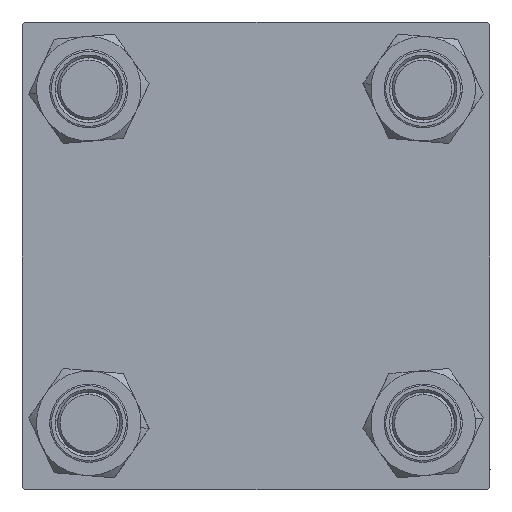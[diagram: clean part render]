
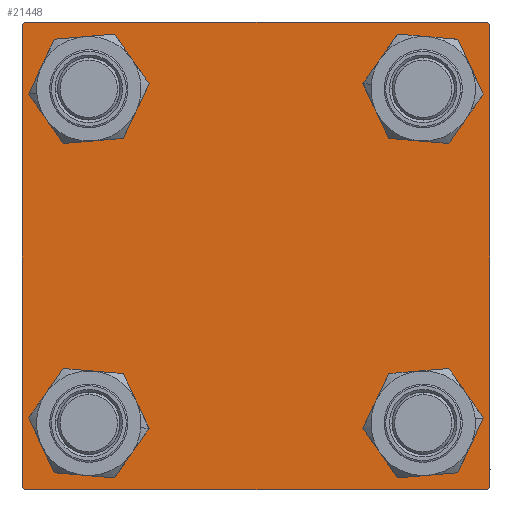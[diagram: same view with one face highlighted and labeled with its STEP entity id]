
A CAD part, left-side view. The second image highlights one B-rep face of the part: STEP entity #21448.
In plain terms, the highlighted planar face has unit normal (-1, 0, 0).
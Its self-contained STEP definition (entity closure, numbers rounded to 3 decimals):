
#266 = CARTESIAN_POINT ( 'NONE',  ( 0., -32.15, 32.15 ) ) ;
#351 = VERTEX_POINT ( 'NONE', #27592 ) ;
#363 = CARTESIAN_POINT ( 'NONE',  ( 0., 32.15, 25.65 ) ) ;
#906 = DIRECTION ( 'NONE',  ( 0., 0.707, 0.707 ) ) ;
#1640 = VERTEX_POINT ( 'NONE', #5956 ) ;
#2489 = ORIENTED_EDGE ( 'NONE', *, *, #24323, .F. ) ;
#2948 = CARTESIAN_POINT ( 'NONE',  ( 0., 32.15, 32.15 ) ) ;
#3117 = DIRECTION ( 'NONE',  ( 0., 0., 1. ) ) ;
#3302 = VERTEX_POINT ( 'NONE', #30989 ) ;
#5277 = FACE_BOUND ( 'NONE', #25792, .T. ) ;
#5523 = EDGE_CURVE ( 'NONE', #1640, #351, #27889, .T. ) ;
#5560 = FACE_BOUND ( 'NONE', #18570, .T. ) ;
#5956 = CARTESIAN_POINT ( 'NONE',  ( 0., 44.5, 45. ) ) ;
#6436 = VECTOR ( 'NONE', #15186, 1000. ) ;
#6708 = EDGE_LOOP ( 'NONE', ( #18546, #39277, #47358, #50677, #32050, #27885, #2489, #43665 ) ) ;
#7105 = EDGE_CURVE ( 'NONE', #8187, #18159, #51009, .T. ) ;
#7312 = CARTESIAN_POINT ( 'NONE',  ( 0., -45., 44.5 ) ) ;
#7487 = AXIS2_PLACEMENT_3D ( 'NONE', #266, #47567, #43532 ) ;
#7810 = LINE ( 'NONE', #48445, #48570 ) ;
#8187 = VERTEX_POINT ( 'NONE', #18280 ) ;
#8195 = CARTESIAN_POINT ( 'NONE',  ( 0., 45., -44.5 ) ) ;
#8324 = CIRCLE ( 'NONE', #13794, 6.5 ) ;
#10792 = EDGE_CURVE ( 'NONE', #351, #38564, #18116, .T. ) ;
#12062 = EDGE_CURVE ( 'NONE', #43026, #24975, #50703, .T. ) ;
#12284 = VECTOR ( 'NONE', #55645, 1000. ) ;
#12287 = AXIS2_PLACEMENT_3D ( 'NONE', #47602, #33856, #12920 ) ;
#12696 = CARTESIAN_POINT ( 'NONE',  ( 0., 45., 45. ) ) ;
#12795 = DIRECTION ( 'NONE',  ( 0., -0.707, -0.707 ) ) ;
#12920 = DIRECTION ( 'NONE',  ( 0., 0., 1. ) ) ;
#13490 = DIRECTION ( 'NONE',  ( 0., -1., 0. ) ) ;
#13794 = AXIS2_PLACEMENT_3D ( 'NONE', #28667, #46433, #45566 ) ;
#13969 = ORIENTED_EDGE ( 'NONE', *, *, #22130, .T. ) ;
#14244 = ORIENTED_EDGE ( 'NONE', *, *, #15508, .T. ) ;
#15186 = DIRECTION ( 'NONE',  ( 0., -1., 0. ) ) ;
#15508 = EDGE_CURVE ( 'NONE', #46617, #42129, #32893, .T. ) ;
#16768 = ORIENTED_EDGE ( 'NONE', *, *, #20537, .T. ) ;
#17811 = DIRECTION ( 'NONE',  ( 1., 0., 0. ) ) ;
#17898 = DIRECTION ( 'NONE',  ( -1., 0., 0. ) ) ;
#18108 = CARTESIAN_POINT ( 'NONE',  ( 0., -44.75, 44.75 ) ) ;
#18116 = LINE ( 'NONE', #12696, #52908 ) ;
#18159 = VERTEX_POINT ( 'NONE', #29753 ) ;
#18280 = CARTESIAN_POINT ( 'NONE',  ( 0., -32.15, -25.65 ) ) ;
#18469 = DIRECTION ( 'NONE',  ( 0., 0., 1. ) ) ;
#18546 = ORIENTED_EDGE ( 'NONE', *, *, #10792, .T. ) ;
#18570 = EDGE_LOOP ( 'NONE', ( #25027, #54572 ) ) ;
#19937 = EDGE_LOOP ( 'NONE', ( #21632, #14244 ) ) ;
#20409 = AXIS2_PLACEMENT_3D ( 'NONE', #2948, #45920, #24440 ) ;
#20537 = EDGE_CURVE ( 'NONE', #55399, #27607, #34899, .T. ) ;
#20559 = ORIENTED_EDGE ( 'NONE', *, *, #51903, .T. ) ;
#20857 = CARTESIAN_POINT ( 'NONE',  ( 0., 44.75, -44.75 ) ) ;
#21448 = ADVANCED_FACE ( 'NONE', ( #27628, #5560, #36212, #5277, #39664 ), #22202, .T. ) ;
#21632 = ORIENTED_EDGE ( 'NONE', *, *, #53514, .T. ) ;
#21707 = EDGE_CURVE ( 'NONE', #40253, #3302, #39875, .T. ) ;
#22089 = VERTEX_POINT ( 'NONE', #56454 ) ;
#22130 = EDGE_CURVE ( 'NONE', #43481, #41005, #23966, .T. ) ;
#22202 = PLANE ( 'NONE',  #46839 ) ;
#22764 = CARTESIAN_POINT ( 'NONE',  ( 0., 0., 0. ) ) ;
#23966 = CIRCLE ( 'NONE', #25684, 6.5 ) ;
#24323 = EDGE_CURVE ( 'NONE', #1640, #3302, #7810, .T. ) ;
#24440 = DIRECTION ( 'NONE',  ( 0., 0., 1. ) ) ;
#24901 = DIRECTION ( 'NONE',  ( 1., 0., 0. ) ) ;
#24975 = VERTEX_POINT ( 'NONE', #32528 ) ;
#25027 = ORIENTED_EDGE ( 'NONE', *, *, #7105, .T. ) ;
#25414 = AXIS2_PLACEMENT_3D ( 'NONE', #56650, #24901, #3117 ) ;
#25684 = AXIS2_PLACEMENT_3D ( 'NONE', #37707, #55200, #55486 ) ;
#25792 = EDGE_LOOP ( 'NONE', ( #29303, #13969 ) ) ;
#26155 = DIRECTION ( 'NONE',  ( 0., 0., -1. ) ) ;
#26618 = CARTESIAN_POINT ( 'NONE',  ( 0., 32.15, 38.65 ) ) ;
#27426 = CARTESIAN_POINT ( 'NONE',  ( 0., -32.15, 25.65 ) ) ;
#27592 = CARTESIAN_POINT ( 'NONE',  ( 0., 45., 44.5 ) ) ;
#27607 = VERTEX_POINT ( 'NONE', #38364 ) ;
#27628 = FACE_BOUND ( 'NONE', #39480, .T. ) ;
#27885 = ORIENTED_EDGE ( 'NONE', *, *, #21707, .T. ) ;
#27889 = LINE ( 'NONE', #45367, #46343 ) ;
#28073 = CARTESIAN_POINT ( 'NONE',  ( 0., 45., -45. ) ) ;
#28667 = CARTESIAN_POINT ( 'NONE',  ( 0., -32.15, -32.15 ) ) ;
#28809 = EDGE_CURVE ( 'NONE', #38564, #22089, #55796, .T. ) ;
#29303 = ORIENTED_EDGE ( 'NONE', *, *, #46920, .T. ) ;
#29753 = CARTESIAN_POINT ( 'NONE',  ( 0., -32.15, -38.65 ) ) ;
#30989 = CARTESIAN_POINT ( 'NONE',  ( 0., -44.5, 45. ) ) ;
#32050 = ORIENTED_EDGE ( 'NONE', *, *, #56685, .F. ) ;
#32528 = CARTESIAN_POINT ( 'NONE',  ( 0., -45., -44.5 ) ) ;
#32893 = CIRCLE ( 'NONE', #55790, 6.5 ) ;
#33184 = CIRCLE ( 'NONE', #20409, 6.5 ) ;
#33856 = DIRECTION ( 'NONE',  ( 1., 0., 0. ) ) ;
#34899 = CIRCLE ( 'NONE', #7487, 6.5 ) ;
#35345 = DIRECTION ( 'NONE',  ( 0., 0.707, -0.707 ) ) ;
#36212 = FACE_BOUND ( 'NONE', #19937, .T. ) ;
#37707 = CARTESIAN_POINT ( 'NONE',  ( 0., 32.15, 32.15 ) ) ;
#38364 = CARTESIAN_POINT ( 'NONE',  ( 0., -32.15, 38.65 ) ) ;
#38564 = VERTEX_POINT ( 'NONE', #8195 ) ;
#38875 = DIRECTION ( 'NONE',  ( 1., 0., 0. ) ) ;
#39277 = ORIENTED_EDGE ( 'NONE', *, *, #28809, .T. ) ;
#39480 = EDGE_LOOP ( 'NONE', ( #20559, #16768 ) ) ;
#39664 = FACE_OUTER_BOUND ( 'NONE', #6708, .T. ) ;
#39827 = EDGE_CURVE ( 'NONE', #22089, #43026, #54435, .T. ) ;
#39875 = LINE ( 'NONE', #18108, #51414 ) ;
#40253 = VERTEX_POINT ( 'NONE', #7312 ) ;
#40801 = EDGE_CURVE ( 'NONE', #18159, #8187, #8324, .T. ) ;
#41005 = VERTEX_POINT ( 'NONE', #26618 ) ;
#42082 = DIRECTION ( 'NONE',  ( 0., -0.707, 0.707 ) ) ;
#42129 = VERTEX_POINT ( 'NONE', #55483 ) ;
#43026 = VERTEX_POINT ( 'NONE', #47999 ) ;
#43181 = CARTESIAN_POINT ( 'NONE',  ( 0., 32.15, -32.15 ) ) ;
#43481 = VERTEX_POINT ( 'NONE', #363 ) ;
#43532 = DIRECTION ( 'NONE',  ( 0., 0., 1. ) ) ;
#43665 = ORIENTED_EDGE ( 'NONE', *, *, #5523, .T. ) ;
#45367 = CARTESIAN_POINT ( 'NONE',  ( 0., 44.75, 44.75 ) ) ;
#45421 = CARTESIAN_POINT ( 'NONE',  ( 0., 32.15, -38.65 ) ) ;
#45566 = DIRECTION ( 'NONE',  ( 0., 0., 1. ) ) ;
#45920 = DIRECTION ( 'NONE',  ( 1., 0., 0. ) ) ;
#46194 = AXIS2_PLACEMENT_3D ( 'NONE', #53040, #17811, #53610 ) ;
#46343 = VECTOR ( 'NONE', #35345, 1000. ) ;
#46403 = CARTESIAN_POINT ( 'NONE',  ( 0., -44.75, -44.75 ) ) ;
#46433 = DIRECTION ( 'NONE',  ( 1., 0., 0. ) ) ;
#46617 = VERTEX_POINT ( 'NONE', #45421 ) ;
#46765 = CARTESIAN_POINT ( 'NONE',  ( 0., -45., 45. ) ) ;
#46839 = AXIS2_PLACEMENT_3D ( 'NONE', #22764, #17898, #18469 ) ;
#46920 = EDGE_CURVE ( 'NONE', #41005, #43481, #33184, .T. ) ;
#47358 = ORIENTED_EDGE ( 'NONE', *, *, #39827, .T. ) ;
#47567 = DIRECTION ( 'NONE',  ( 1., 0., 0. ) ) ;
#47602 = CARTESIAN_POINT ( 'NONE',  ( 0., -32.15, 32.15 ) ) ;
#47999 = CARTESIAN_POINT ( 'NONE',  ( 0., -44.5, -45. ) ) ;
#48445 = CARTESIAN_POINT ( 'NONE',  ( 0., 45., 45. ) ) ;
#48570 = VECTOR ( 'NONE', #13490, 1000. ) ;
#48933 = CIRCLE ( 'NONE', #46194, 6.5 ) ;
#50677 = ORIENTED_EDGE ( 'NONE', *, *, #12062, .T. ) ;
#50703 = LINE ( 'NONE', #46403, #52948 ) ;
#51009 = CIRCLE ( 'NONE', #25414, 6.5 ) ;
#51414 = VECTOR ( 'NONE', #906, 1000. ) ;
#51903 = EDGE_CURVE ( 'NONE', #27607, #55399, #56222, .T. ) ;
#52908 = VECTOR ( 'NONE', #26155, 1000. ) ;
#52948 = VECTOR ( 'NONE', #42082, 1000. ) ;
#53040 = CARTESIAN_POINT ( 'NONE',  ( 0., 32.15, -32.15 ) ) ;
#53514 = EDGE_CURVE ( 'NONE', #42129, #46617, #48933, .T. ) ;
#53610 = DIRECTION ( 'NONE',  ( 0., 0., 1. ) ) ;
#54204 = VECTOR ( 'NONE', #12795, 1000. ) ;
#54435 = LINE ( 'NONE', #28073, #6436 ) ;
#54572 = ORIENTED_EDGE ( 'NONE', *, *, #40801, .T. ) ;
#55200 = DIRECTION ( 'NONE',  ( 1., 0., 0. ) ) ;
#55361 = LINE ( 'NONE', #46765, #12284 ) ;
#55399 = VERTEX_POINT ( 'NONE', #27426 ) ;
#55483 = CARTESIAN_POINT ( 'NONE',  ( 0., 32.15, -25.65 ) ) ;
#55486 = DIRECTION ( 'NONE',  ( 0., 0., 1. ) ) ;
#55645 = DIRECTION ( 'NONE',  ( 0., 0., -1. ) ) ;
#55790 = AXIS2_PLACEMENT_3D ( 'NONE', #43181, #38875, #56355 ) ;
#55796 = LINE ( 'NONE', #20857, #54204 ) ;
#56222 = CIRCLE ( 'NONE', #12287, 6.5 ) ;
#56355 = DIRECTION ( 'NONE',  ( 0., 0., 1. ) ) ;
#56454 = CARTESIAN_POINT ( 'NONE',  ( 0., 44.5, -45. ) ) ;
#56650 = CARTESIAN_POINT ( 'NONE',  ( 0., -32.15, -32.15 ) ) ;
#56685 = EDGE_CURVE ( 'NONE', #40253, #24975, #55361, .T. ) ;
